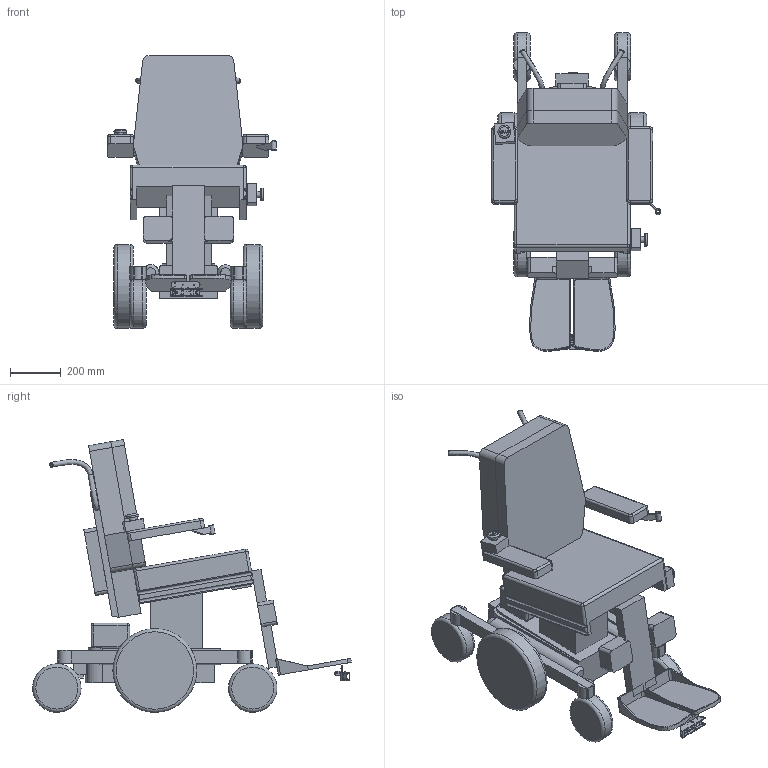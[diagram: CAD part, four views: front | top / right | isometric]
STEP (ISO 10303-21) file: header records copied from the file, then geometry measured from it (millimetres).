
FILE_DESCRIPTION(/* description */ ('STEP AP214'),/* implementation_level */ '2;1');
FILE_NAME(/* name */ '609a82c45050d90f22afa216',/* time_stamp */ '2021-05-11T13:12:38+00:00',/* author */ (''),/* organization */ (''),/* preprocessor_version */ 'ST-DEVELOPER v18.1',/* originating_system */ ' ',/* authorisation */ ' ');
FILE_SCHEMA (('AUTOMOTIVE_DESIGN {1 0 10303 214 3 1 1}'));
Length unit declared in the file: metre
Products named in the file (37): Assembly 1; Part 3; Part 15; Part 17; Part 5; Part 1; Part 9; Part 8; Part 2; Part 28; Part 7; Surface 1; Part 6; Surface 2; Part 25; Part 27; Part 20; Part 19; Part 12; Part 4; Part 22; Part 10; Part 26; Part 16; Part 11; Part 23; Part 21; Part 18; Part 14; Part 24; Part 13
Assembly tree (37 placements, depth 2):
  Assembly 1
    Part 3
    Part 15
    Part 17
    Part 5
    Part 1  x2
    Part 5
    Part 9
    Part 8
    Part 2
    Part 28
    Part 7
    Part 3
    Surface 1
    Part 6
    Surface 2
    Part 25
    Part 27
    Part 20
    Part 19
    Part 12
    Part 4
    Part 22
    Part 10
    Part 4
    Part 1
    Part 26
    Part 16
    Part 11
    Part 23
    Part 21
    Part 18
    Part 14
    Part 1
    Part 24
    Part 2
    Part 13
Bounding box: 663.84 x 1254.64 x 1074.2 mm (x, y, z)
Volume: 119809378.6 mm3; surface area: 5414514.2 mm2
Topology: 35 solids, 37 shells, 683 faces, 1713 edges, 1111 vertices
Faces by surface type: plane 482, cylinder 147, torus 22, bspline 16, sphere 14, cone 2
Full cylindrical faces by diameter (mm): 1.07 x1, 3.15 x2, 3.6 x2, 5.4 x2, 6.5 x3, 6.7 x3, 6.8 x2, 12.25 x1, 15.227 x1, 19.05 x2, 20.493 x1, 25.4 x2, 50.8 x2, 63.5 x5, 190.5 x4, 330.2 x2
Entity records: 20112 total; most frequent: CARTESIAN_POINT 4497, ORIENTED_EDGE 2998, DIRECTION 2941, EDGE_CURVE 1501, LINE 1011, VECTOR 1011, VERTEX_POINT 1010, AXIS2_PLACEMENT_3D 965
